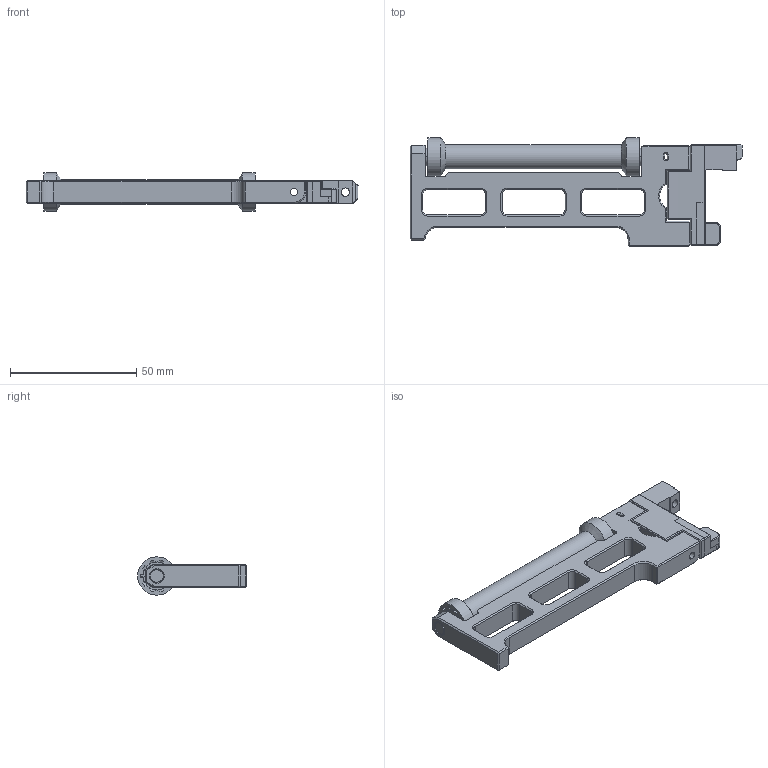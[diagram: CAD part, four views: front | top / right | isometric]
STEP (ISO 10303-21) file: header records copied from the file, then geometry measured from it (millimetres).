
FILE_DESCRIPTION (( 'STEP AP214' ), '1' );
FILE_NAME ('Foldable_Spool_Holder_With_Roller.STEP', '2024-05-09T17:22:43', ( '' ), ( '' ), 'SwSTEP 2.0', 'SolidWorks 2021', '' );
FILE_SCHEMA (( 'AUTOMOTIVE_DESIGN' ));
Length unit declared in the file: millimetre
Products named in the file (10): V2_T_Connector; 錨璃5^Foldable_Spool_Holder_With_Roller; 錨璃7^Foldable_Spool_Holder_With_Roller; 錨璃4^Foldable_Spool_Holder_With_Roller; V0_Connector; 錨璃6^Foldable_Spool_Holder_With_Roller; 錨璃3^Foldable_Spool_Holder_With_Roller; V2_Connector; Holder; Foldable_Spool_Holder_With_Roller
Assembly tree (10 placements, depth 2):
  錨璃4^Foldable_Spool_Holder_With_Roller
  Foldable_Spool_Holder_With_Roller
    Holder
    錨璃3^Foldable_Spool_Holder_With_Roller
    錨璃5^Foldable_Spool_Holder_With_Roller  x2
    錨璃6^Foldable_Spool_Holder_With_Roller
    錨璃7^Foldable_Spool_Holder_With_Roller  x2
    V2_Connector
    V0_Connector
    V2_T_Connector
Bounding box: 131.71 x 43.1 x 15.2 mm (x, y, z)
Volume: 34247.7 mm3; surface area: 23222.4 mm2
Topology: 10 solids, 10 shells, 632 faces, 1531 edges, 923 vertices
Faces by surface type: plane 348, cylinder 170, cone 103, bspline 9, torus 2
Entity records: 20355 total; most frequent: CARTESIAN_POINT 5575, DIRECTION 2992, ORIENTED_EDGE 2966, EDGE_CURVE 1483, AXIS2_PLACEMENT_3D 1012, LINE 968, VECTOR 968, VERTEX_POINT 891
